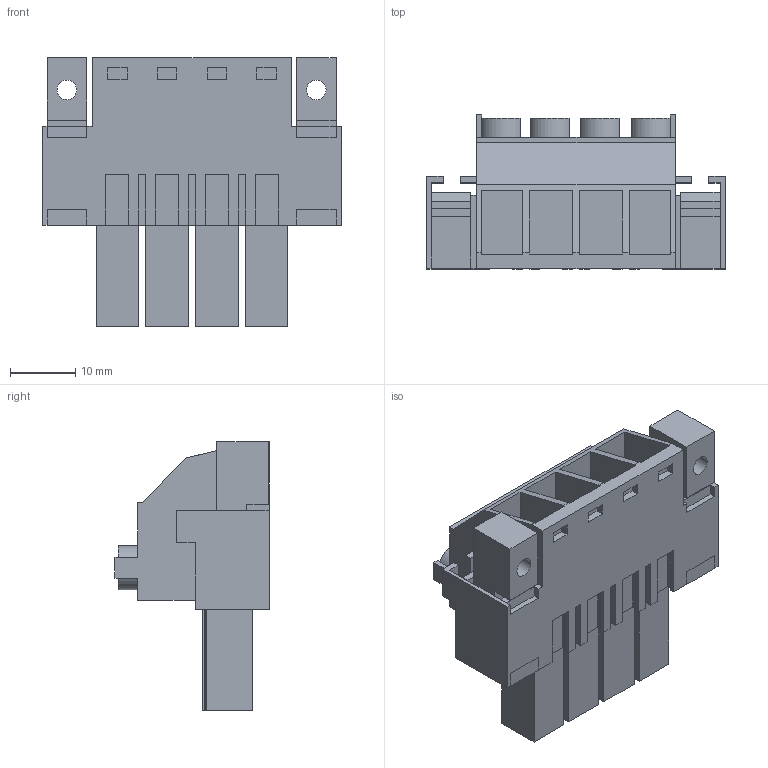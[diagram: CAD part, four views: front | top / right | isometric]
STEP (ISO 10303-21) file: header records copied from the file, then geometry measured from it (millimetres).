
FILE_DESCRIPTION(('CATIA V5 STEP Exchange','CAx-IF Rec.Pracs.--- Model Styling and Organization---1.4--- 2014-01-23'),'2;1');
FILE_NAME ('D1459316_1_1929650000_1929650000.stp','2023-05-02T08:51:17+00:00',('none'),('Weidmueller'),'CATIA Version 5-6 Release 2016 SP3 HF44','CATIA V5 STEP AP214','none');
FILE_SCHEMA(('AUTOMOTIVE_DESIGN { 1 0 10303 214 1 1 1 1 }'));
Length unit declared in the file: millimetre
Products named in the file (1): 1929650000
Bounding box: 45.72 x 23.6 x 41.2 mm (x, y, z)
Volume: 16223.5 mm3; surface area: 12842.6 mm2
Topology: 7 solids, 7 shells, 502 faces, 1373 edges, 914 vertices
Faces by surface type: plane 448, cylinder 46, extrusion 8
Entity records: 15358 total; most frequent: CARTESIAN_POINT 3057, ORIENTED_EDGE 2746, DIRECTION 2063, EDGE_CURVE 1373, VECTOR 1273, LINE 1265, VERTEX_POINT 914, EDGE_LOOP 551
